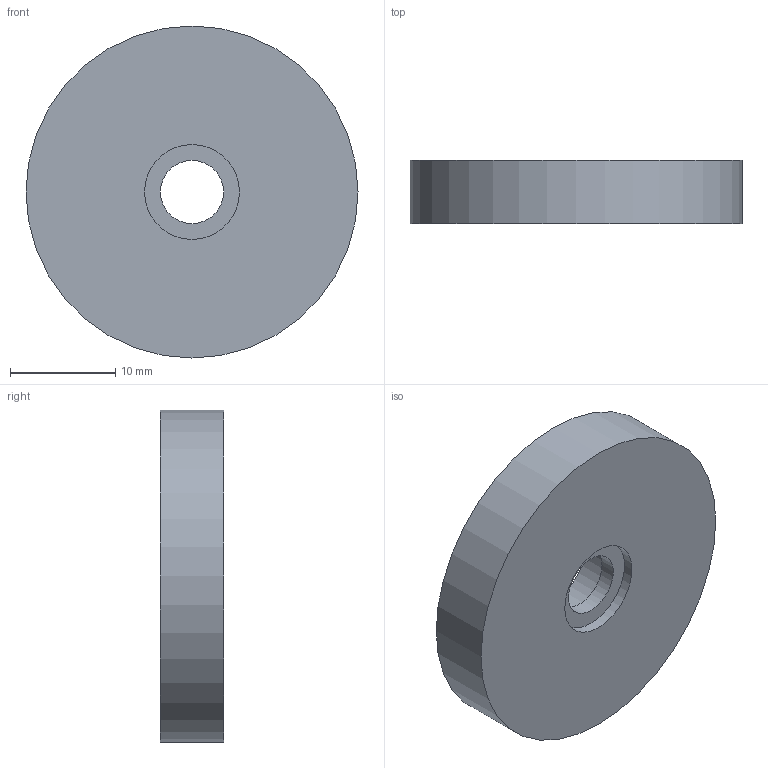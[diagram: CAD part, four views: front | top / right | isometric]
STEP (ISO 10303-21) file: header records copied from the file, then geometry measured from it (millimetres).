
FILE_DESCRIPTION(/* description */ (''),/* implementation_level */ '2;1');
FILE_NAME(/* name */ 'GM175305 -.stp',/* time_stamp */ '2019-10-02T07:56:24+02:00',/* author */ ('PV'),/* organization */ (''),/* preprocessor_version */ 'ST-DEVELOPER v17.2',/* originating_system */ 'Autodesk Inventor 2019',/* authorisation */ '');
FILE_SCHEMA (('AUTOMOTIVE_DESIGN { 1 0 10303 214 3 1 1 }'));
Length unit declared in the file: millimetre
Products named in the file (4): GM175305; E0118680; E0118681; E0118684
Assembly tree (4 placements, depth 2):
  GM175305
    E0118680
    E0118681  x2
    E0118684
Bounding box: 31.5 x 6 x 31.5 mm (x, y, z)
Volume: 4356.9 mm3; surface area: 6643.5 mm2
Topology: 4 solids, 4 shells, 52 faces, 128 edges, 88 vertices
Faces by surface type: cylinder 26, plane 20, cone 6
Full cylindrical faces by diameter (mm): 6 x1, 8.8 x1, 9 x1, 31.5 x1
Entity records: 1488 total; most frequent: DIRECTION 264, CARTESIAN_POINT 226, ORIENTED_EDGE 208, AXIS2_PLACEMENT_3D 110, EDGE_CURVE 104, VERTEX_POINT 72, CIRCLE 60, EDGE_LOOP 50
